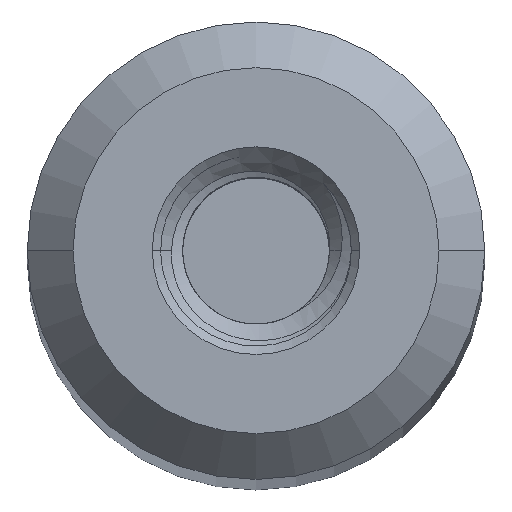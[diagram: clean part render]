
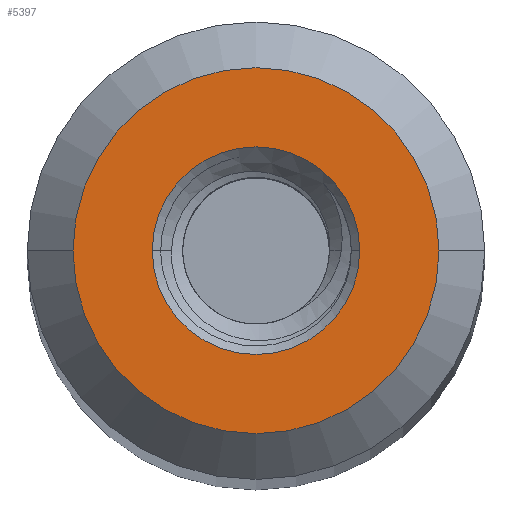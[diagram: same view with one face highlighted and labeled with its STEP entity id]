
A CAD part, top view. The second image highlights one B-rep face of the part: STEP entity #5397.
In plain terms, the highlighted planar face has unit normal (0, 0, 1).
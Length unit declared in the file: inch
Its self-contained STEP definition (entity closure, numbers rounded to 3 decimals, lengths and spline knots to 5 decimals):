
#453 = VERTEX_POINT ( 'NONE', #1327 ) ;
#540 = CARTESIAN_POINT ( 'NONE',  ( 0., 0., 5. ) ) ;
#659 = VERTEX_POINT ( 'NONE', #5448 ) ;
#718 = DIRECTION ( 'NONE',  ( 1., 0., 0. ) ) ;
#921 = AXIS2_PLACEMENT_3D ( 'NONE', #540, #1513, #2413 ) ;
#987 = DIRECTION ( 'NONE',  ( 1., 0., 0. ) ) ;
#990 = EDGE_CURVE ( 'NONE', #453, #2410, #5820, .T. ) ;
#1069 = AXIS2_PLACEMENT_3D ( 'NONE', #4362, #3433, #718 ) ;
#1262 = DIRECTION ( 'NONE',  ( 1., 0., 0. ) ) ;
#1286 = DIRECTION ( 'NONE',  ( 0., 0., 1. ) ) ;
#1327 = CARTESIAN_POINT ( 'NONE',  ( -0.3, 0., 5. ) ) ;
#1506 = AXIS2_PLACEMENT_3D ( 'NONE', #5597, #2876, #987 ) ;
#1513 = DIRECTION ( 'NONE',  ( 0., 0., 1. ) ) ;
#1721 = ORIENTED_EDGE ( 'NONE', *, *, #2953, .T. ) ;
#1790 = EDGE_CURVE ( 'NONE', #4762, #659, #4505, .T. ) ;
#2145 = ORIENTED_EDGE ( 'NONE', *, *, #990, .T. ) ;
#2201 = CARTESIAN_POINT ( 'NONE',  ( 0.3, 0., 5. ) ) ;
#2410 = VERTEX_POINT ( 'NONE', #2201 ) ;
#2413 = DIRECTION ( 'NONE',  ( 1., 0., 0. ) ) ;
#2447 = EDGE_LOOP ( 'NONE', ( #5134, #2643 ) ) ;
#2643 = ORIENTED_EDGE ( 'NONE', *, *, #2734, .F. ) ;
#2734 = EDGE_CURVE ( 'NONE', #659, #4762, #5827, .T. ) ;
#2876 = DIRECTION ( 'NONE',  ( 0., 0., 1. ) ) ;
#2953 = EDGE_CURVE ( 'NONE', #2410, #453, #5965, .T. ) ;
#3021 = PLANE ( 'NONE',  #1069 ) ;
#3433 = DIRECTION ( 'NONE',  ( 0., 0., 1. ) ) ;
#3494 = DIRECTION ( 'NONE',  ( 0., 0., 1. ) ) ;
#4102 = FACE_BOUND ( 'NONE', #2447, .T. ) ;
#4226 = CARTESIAN_POINT ( 'NONE',  ( 0.17014, 0., 5. ) ) ;
#4362 = CARTESIAN_POINT ( 'NONE',  ( 0., 0., 5. ) ) ;
#4438 = AXIS2_PLACEMENT_3D ( 'NONE', #4938, #1286, #1262 ) ;
#4505 = CIRCLE ( 'NONE', #1506, 0.17014 ) ;
#4690 = EDGE_LOOP ( 'NONE', ( #2145, #1721 ) ) ;
#4762 = VERTEX_POINT ( 'NONE', #4226 ) ;
#4791 = CARTESIAN_POINT ( 'NONE',  ( 0., 0., 5. ) ) ;
#4856 = DIRECTION ( 'NONE',  ( 1., 0., 0. ) ) ;
#4938 = CARTESIAN_POINT ( 'NONE',  ( 0., 0., 5. ) ) ;
#5134 = ORIENTED_EDGE ( 'NONE', *, *, #1790, .F. ) ;
#5154 = AXIS2_PLACEMENT_3D ( 'NONE', #4791, #3494, #4856 ) ;
#5397 = ADVANCED_FACE ( 'NONE', ( #5484, #4102 ), #3021, .T. ) ;
#5448 = CARTESIAN_POINT ( 'NONE',  ( -0.17014, 0., 5. ) ) ;
#5484 = FACE_OUTER_BOUND ( 'NONE', #4690, .T. ) ;
#5597 = CARTESIAN_POINT ( 'NONE',  ( 0., 0., 5. ) ) ;
#5820 = CIRCLE ( 'NONE', #921, 0.3 ) ;
#5827 = CIRCLE ( 'NONE', #5154, 0.17014 ) ;
#5965 = CIRCLE ( 'NONE', #4438, 0.3 ) ;
